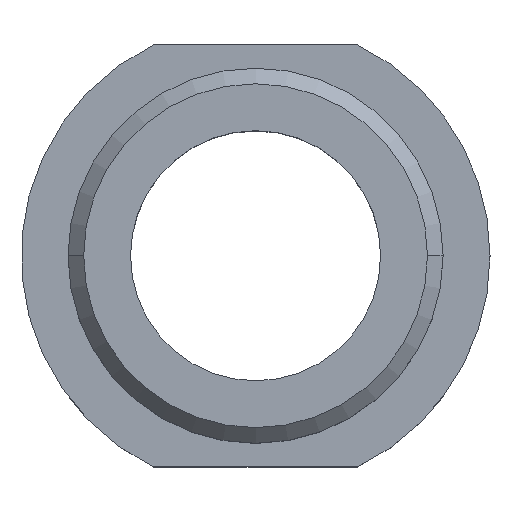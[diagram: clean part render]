
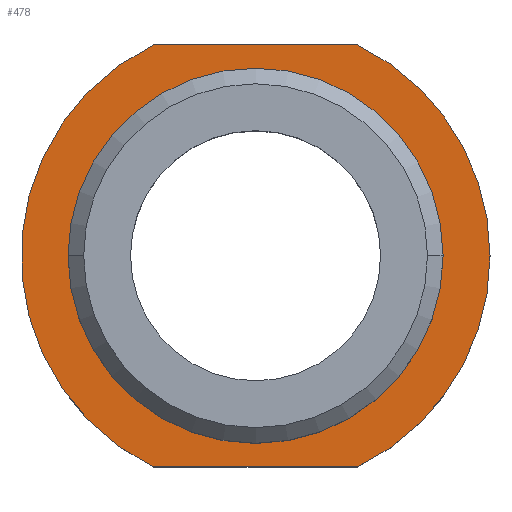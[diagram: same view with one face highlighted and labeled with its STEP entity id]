
A CAD part, top view. The second image highlights one B-rep face of the part: STEP entity #478.
In plain terms, the highlighted planar face has unit normal (0, 0, 1).
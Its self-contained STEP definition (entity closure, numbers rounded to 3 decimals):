
#3 = AXIS2_PLACEMENT_3D ( 'NONE', #452, #270, #298 ) ;
#34 = VERTEX_POINT ( 'NONE', #267 ) ;
#46 = EDGE_CURVE ( 'NONE', #105, #295, #52, .T. ) ;
#48 = ORIENTED_EDGE ( 'NONE', *, *, #662, .T. ) ;
#50 = AXIS2_PLACEMENT_3D ( 'NONE', #593, #243, #650 ) ;
#51 = CIRCLE ( 'NONE', #562, 15. ) ;
#52 = CIRCLE ( 'NONE', #3, 15. ) ;
#74 = EDGE_CURVE ( 'NONE', #337, #614, #362, .T. ) ;
#77 = DIRECTION ( 'NONE',  ( 0., 0., -1. ) ) ;
#96 = AXIS2_PLACEMENT_3D ( 'NONE', #178, #406, #527 ) ;
#99 = DIRECTION ( 'NONE',  ( -1., 0., 0. ) ) ;
#102 = ORIENTED_EDGE ( 'NONE', *, *, #46, .F. ) ;
#105 = VERTEX_POINT ( 'NONE', #134 ) ;
#118 = DIRECTION ( 'NONE',  ( 0., 0., -1. ) ) ;
#120 = ORIENTED_EDGE ( 'NONE', *, *, #286, .T. ) ;
#127 = FACE_OUTER_BOUND ( 'NONE', #166, .T. ) ;
#134 = CARTESIAN_POINT ( 'NONE',  ( -6.538, -13.5, -8. ) ) ;
#138 = LINE ( 'NONE', #377, #284 ) ;
#156 = EDGE_CURVE ( 'NONE', #34, #555, #584, .T. ) ;
#160 = AXIS2_PLACEMENT_3D ( 'NONE', #374, #277, #340 ) ;
#163 = ORIENTED_EDGE ( 'NONE', *, *, #346, .T. ) ;
#166 = EDGE_LOOP ( 'NONE', ( #48, #168, #597, #120, #102 ) ) ;
#167 = VECTOR ( 'NONE', #682, 1000. ) ;
#168 = ORIENTED_EDGE ( 'NONE', *, *, #74, .F. ) ;
#178 = CARTESIAN_POINT ( 'NONE',  ( 0., 0., -8. ) ) ;
#228 = CARTESIAN_POINT ( 'NONE',  ( 6.538, 13.5, -8. ) ) ;
#243 = DIRECTION ( 'NONE',  ( 0., 0., -1. ) ) ;
#261 = EDGE_CURVE ( 'NONE', #400, #337, #51, .T. ) ;
#267 = CARTESIAN_POINT ( 'NONE',  ( -12., 0., -8. ) ) ;
#270 = DIRECTION ( 'NONE',  ( 0., 0., -1. ) ) ;
#277 = DIRECTION ( 'NONE',  ( 0., 0., -1. ) ) ;
#284 = VECTOR ( 'NONE', #702, 1000. ) ;
#286 = EDGE_CURVE ( 'NONE', #400, #295, #475, .T. ) ;
#289 = DIRECTION ( 'NONE',  ( 1., 0., 0. ) ) ;
#295 = VERTEX_POINT ( 'NONE', #353 ) ;
#298 = DIRECTION ( 'NONE',  ( 1., 0., 0. ) ) ;
#310 = CARTESIAN_POINT ( 'NONE',  ( 6.538, -13.5, -8. ) ) ;
#312 = CARTESIAN_POINT ( 'NONE',  ( 15., 0., -8. ) ) ;
#324 = EDGE_LOOP ( 'NONE', ( #461, #163 ) ) ;
#337 = VERTEX_POINT ( 'NONE', #312 ) ;
#340 = DIRECTION ( 'NONE',  ( 1., 0., 0. ) ) ;
#346 = EDGE_CURVE ( 'NONE', #555, #34, #446, .T. ) ;
#353 = CARTESIAN_POINT ( 'NONE',  ( -6.538, 13.5, -8. ) ) ;
#362 = CIRCLE ( 'NONE', #160, 15. ) ;
#374 = CARTESIAN_POINT ( 'NONE',  ( 0., 0., -8. ) ) ;
#377 = CARTESIAN_POINT ( 'NONE',  ( 6.538, -13.5, -8. ) ) ;
#394 = AXIS2_PLACEMENT_3D ( 'NONE', #510, #77, #99 ) ;
#400 = VERTEX_POINT ( 'NONE', #595 ) ;
#406 = DIRECTION ( 'NONE',  ( 0., 0., 1. ) ) ;
#411 = CARTESIAN_POINT ( 'NONE',  ( 12., 0., -8. ) ) ;
#446 = CIRCLE ( 'NONE', #50, 12. ) ;
#452 = CARTESIAN_POINT ( 'NONE',  ( 0., 0., -8. ) ) ;
#461 = ORIENTED_EDGE ( 'NONE', *, *, #156, .T. ) ;
#468 = CARTESIAN_POINT ( 'NONE',  ( 0., 0., -8. ) ) ;
#475 = LINE ( 'NONE', #228, #167 ) ;
#478 = ADVANCED_FACE ( 'NONE', ( #127, #516 ), #579, .T. ) ;
#510 = CARTESIAN_POINT ( 'NONE',  ( 0., 0., -8. ) ) ;
#516 = FACE_BOUND ( 'NONE', #324, .T. ) ;
#527 = DIRECTION ( 'NONE',  ( 1., 0., 0. ) ) ;
#555 = VERTEX_POINT ( 'NONE', #411 ) ;
#562 = AXIS2_PLACEMENT_3D ( 'NONE', #468, #118, #289 ) ;
#579 = PLANE ( 'NONE',  #96 ) ;
#584 = CIRCLE ( 'NONE', #394, 12. ) ;
#593 = CARTESIAN_POINT ( 'NONE',  ( 0., 0., -8. ) ) ;
#595 = CARTESIAN_POINT ( 'NONE',  ( 6.538, 13.5, -8. ) ) ;
#597 = ORIENTED_EDGE ( 'NONE', *, *, #261, .F. ) ;
#614 = VERTEX_POINT ( 'NONE', #310 ) ;
#650 = DIRECTION ( 'NONE',  ( -1., 0., 0. ) ) ;
#662 = EDGE_CURVE ( 'NONE', #105, #614, #138, .T. ) ;
#682 = DIRECTION ( 'NONE',  ( -1., 0., 0. ) ) ;
#702 = DIRECTION ( 'NONE',  ( 1., 0., 0. ) ) ;
